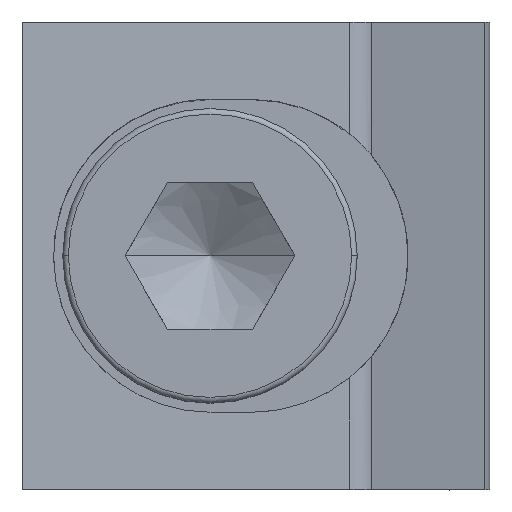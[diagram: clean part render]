
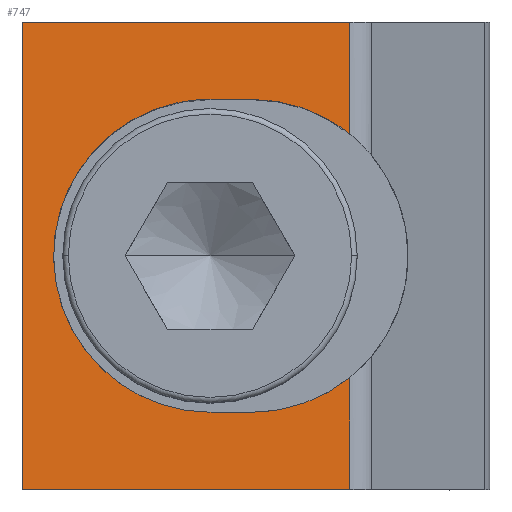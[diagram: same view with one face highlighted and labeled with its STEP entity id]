
A CAD part, top view. The second image highlights one B-rep face of the part: STEP entity #747.
In plain terms, the highlighted planar face has unit normal (0.102, 0, 0.995).
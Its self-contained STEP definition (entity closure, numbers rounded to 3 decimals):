
#345=VERTEX_POINT('',#949);
#363=EDGE_CURVE('',#763,#645,#971,.T.);
#373=VERTEX_POINT('',#984);
#381=EDGE_CURVE('',#807,#451,#992,.T.);
#395=EDGE_CURVE('',#471,#373,#1007,.T.);
#401=EDGE_CURVE('',#451,#763,#1013,.T.);
#419=EDGE_CURVE('',#879,#807,#1034,.T.);
#433=EDGE_CURVE('',#437,#471,#1049,.T.);
#435=EDGE_CURVE('',#373,#879,#1051,.T.);
#437=VERTEX_POINT('',#1053);
#451=VERTEX_POINT('',#1068);
#471=VERTEX_POINT('',#1090);
#521=EDGE_CURVE('',#645,#909,#1143,.T.);
#645=VERTEX_POINT('',#1279);
#655=EDGE_CURVE('',#909,#345,#1289,.T.);
#747=ADVANCED_FACE('',(#1392),#1393,.T.);
#763=VERTEX_POINT('',#1410);
#807=VERTEX_POINT('',#1457);
#839=EDGE_CURVE('',#437,#345,#1494,.T.);
#879=VERTEX_POINT('',#1539);
#909=VERTEX_POINT('',#1573);
#949=CARTESIAN_POINT('',(7.584,-12.7,15.983));
#971=LINE('',#1642,#1643);
#984=CARTESIAN_POINT('',(0.,-8.5,16.758));
#992=ELLIPSE('',#1677,8.544,8.5);
#1007=LINE('',#1704,#1705);
#1013=LINE('',#1714,#1715);
#1034=LINE('',#1741,#1742);
#1049=ELLIPSE('',#1763,8.544,8.5);
#1051=ELLIPSE('',#1766,8.544,8.5);
#1053=CARTESIAN_POINT('',(7.584,-6.626,15.983));
#1068=CARTESIAN_POINT('',(7.584,6.626,15.983));
#1090=CARTESIAN_POINT('',(2.26,-8.5,16.527));
#1143=LINE('',#1907,#1908);
#1279=CARTESIAN_POINT('',(-10.2,12.7,17.8));
#1289=LINE('',#2145,#2146);
#1392=FACE_OUTER_BOUND('',#2312,.T.);
#1393=PLANE('',#2313);
#1410=CARTESIAN_POINT('',(7.584,12.7,15.983));
#1457=CARTESIAN_POINT('',(2.26,8.5,16.527));
#1494=LINE('',#2445,#2446);
#1539=CARTESIAN_POINT('',(0.,8.5,16.758));
#1573=CARTESIAN_POINT('',(-10.2,-12.7,17.8));
#1642=CARTESIAN_POINT('',(7.584,12.7,15.983));
#1643=VECTOR('',#2628,1.0);
#1677=AXIS2_PLACEMENT_3D('',#2654,#2655,#2656);
#1704=CARTESIAN_POINT('',(-3.488,-8.5,17.114));
#1705=VECTOR('',#2673,1.0);
#1714=CARTESIAN_POINT('',(7.584,0.,15.983));
#1715=VECTOR('',#2675,1.0);
#1741=CARTESIAN_POINT('',(4.285,8.5,16.32));
#1742=VECTOR('',#2703,1.0);
#1763=AXIS2_PLACEMENT_3D('',#2717,#2718,#2719);
#1766=AXIS2_PLACEMENT_3D('',#2720,#2721,#2722);
#1907=CARTESIAN_POINT('',(-10.2,0.,17.8));
#1908=VECTOR('',#2805,1.0);
#2145=CARTESIAN_POINT('',(7.584,-12.7,15.983));
#2146=VECTOR('',#2969,1.0);
#2312=EDGE_LOOP('',(#3108,#3109,#3110,#3111,#3112,#3113,#3114,#3115,#3116,#3117));
#2313=AXIS2_PLACEMENT_3D('',#3118,#3119,#3120);
#2445=CARTESIAN_POINT('',(7.584,0.,15.983));
#2446=VECTOR('',#3243,1.0);
#2628=DIRECTION('',(-0.995,0.,0.102));
#2654=CARTESIAN_POINT('',(2.26,0.0,16.527));
#2655=DIRECTION('',(-0.102,0.,-0.995));
#2656=DIRECTION('',(0.995,0.0,-0.102));
#2673=DIRECTION('',(-0.995,0.0,0.102));
#2675=DIRECTION('',(0.0,1.0,0.));
#2703=DIRECTION('',(0.995,0.0,-0.102));
#2717=CARTESIAN_POINT('',(2.26,0.0,16.527));
#2718=DIRECTION('',(-0.102,0.,-0.995));
#2719=DIRECTION('',(0.995,0.0,-0.102));
#2720=CARTESIAN_POINT('',(0.,0.0,16.758));
#2721=DIRECTION('',(-0.102,0.,-0.995));
#2722=DIRECTION('',(-0.995,0.0,0.102));
#2805=DIRECTION('',(0.0,-1.0,0.));
#2969=DIRECTION('',(0.995,0.,-0.102));
#3108=ORIENTED_EDGE('',*,*,#435,.T.);
#3109=ORIENTED_EDGE('',*,*,#419,.T.);
#3110=ORIENTED_EDGE('',*,*,#381,.T.);
#3111=ORIENTED_EDGE('',*,*,#401,.T.);
#3112=ORIENTED_EDGE('',*,*,#363,.T.);
#3113=ORIENTED_EDGE('',*,*,#521,.T.);
#3114=ORIENTED_EDGE('',*,*,#655,.T.);
#3115=ORIENTED_EDGE('',*,*,#839,.F.);
#3116=ORIENTED_EDGE('',*,*,#433,.T.);
#3117=ORIENTED_EDGE('',*,*,#395,.T.);
#3118=CARTESIAN_POINT('',(-10.2,0.,17.8));
#3119=DIRECTION('',(0.102,0.,0.995));
#3120=DIRECTION('',(0.0,-1.0,0.));
#3243=DIRECTION('',(0.0,-1.0,0.));
